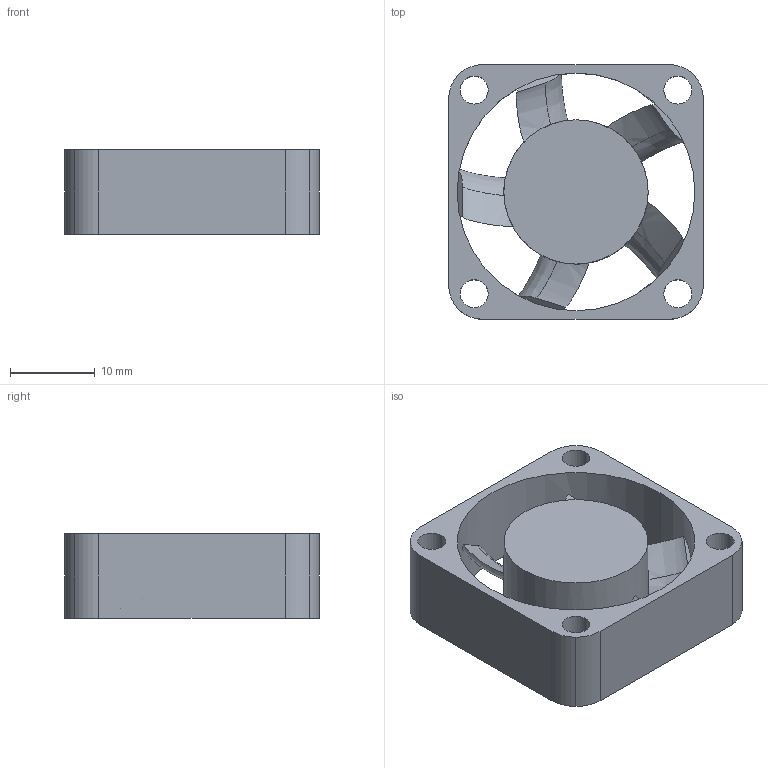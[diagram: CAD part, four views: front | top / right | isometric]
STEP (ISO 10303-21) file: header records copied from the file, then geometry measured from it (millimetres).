
FILE_DESCRIPTION (( 'STEP AP203' ), '1' );
FILE_NAME ('3010axial.STEP', '2022-02-10T15:02:15', ( '' ), ( '' ), 'SwSTEP 2.0', 'SolidWorks 2021', '' );
FILE_SCHEMA (( 'CONFIG_CONTROL_DESIGN' ));
Length unit declared in the file: millimetre
Products named in the file (1): 3010axial
Bounding box: 30 x 30 x 10 mm (x, y, z)
Volume: 4772.7 mm3; surface area: 4295.9 mm2
Topology: 1 solids, 1 shells, 59 faces, 195 edges, 131 vertices
Faces by surface type: cylinder 21, bspline 20, plane 14, torus 4
Entity records: 3809 total; most frequent: CARTESIAN_POINT 2178, ORIENTED_EDGE 390, DIRECTION 233, EDGE_CURVE 195, VERTEX_POINT 131, AXIS2_PLACEMENT_3D 95, B_SPLINE_CURVE_WITH_KNOTS 87, EDGE_LOOP 80
